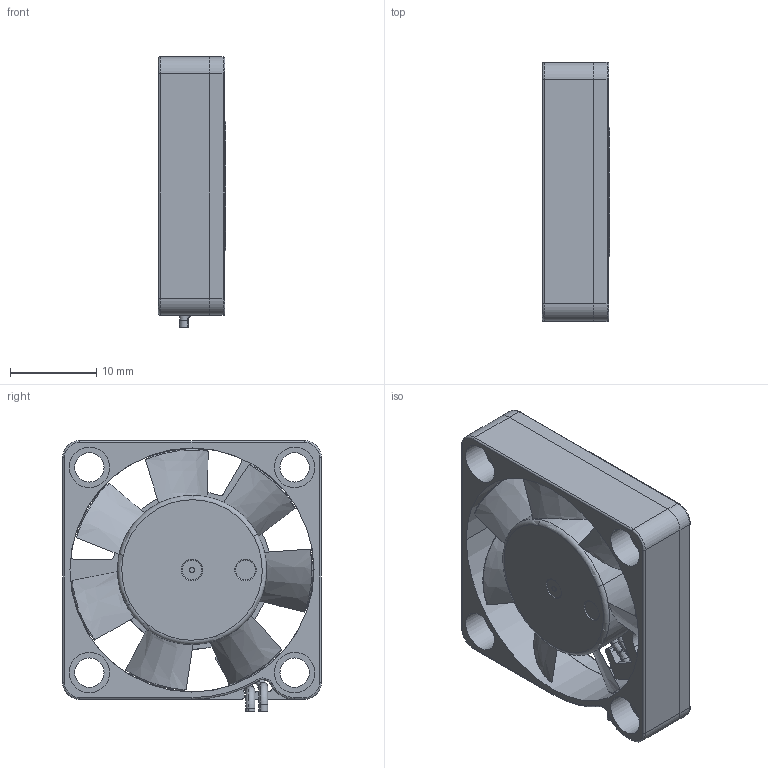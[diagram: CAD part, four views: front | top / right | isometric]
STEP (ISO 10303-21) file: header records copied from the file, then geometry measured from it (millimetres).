
FILE_DESCRIPTION(('CATIA V5 STEP Exchange'),'2;1');
FILE_NAME('GUNCAIZHU_Fan DC brushless_30x30x8_5V(no text).stp','2021-03-28T16:19:59+00:00',('none'),('none'),'CATIA Version 5 Release 19 SP 9 (IN-10)','CATIA V5 STEP AP214','none');
FILE_SCHEMA(('AUTOMOTIVE_DESIGN { 1 0 10303 214 1 1 1 1 }'));
Length unit declared in the file: millimetre
Products named in the file (1): GUNCAIZHU_Fan DC brushless_30x30x8_5V
Bounding box: 7.8 x 30 x 31.39 mm (x, y, z)
Volume: 3441.5 mm3; surface area: 5927.9 mm2
Topology: 14 solids, 14 shells, 451 faces, 1029 edges, 606 vertices
Faces by surface type: cylinder 222, torus 98, plane 73, bspline 52, sphere 4, cone 2
Entity records: 14750 total; most frequent: CARTESIAN_POINT 5542, ORIENTED_EDGE 2046, DIRECTION 1457, EDGE_CURVE 1023, AXIS2_PLACEMENT_3D 825, VERTEX_POINT 606, CIRCLE 528, EDGE_LOOP 495
